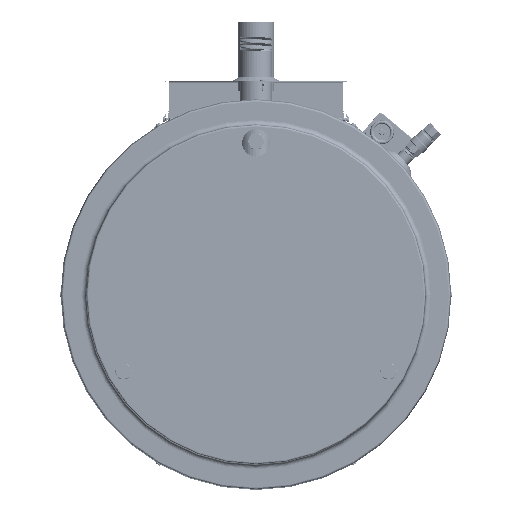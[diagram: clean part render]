
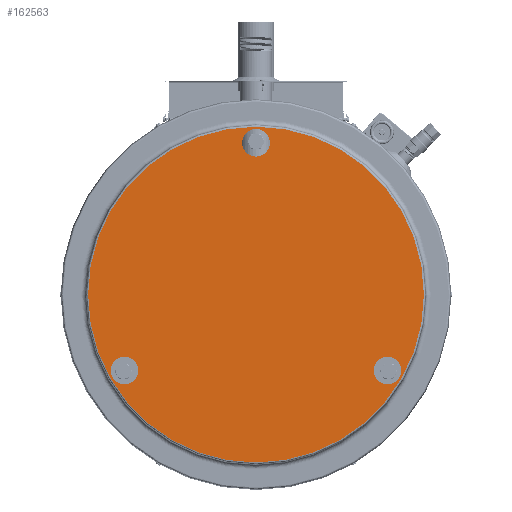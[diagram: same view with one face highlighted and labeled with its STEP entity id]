
A CAD part, front view. The second image highlights one B-rep face of the part: STEP entity #162563.
In plain terms, the highlighted planar face has unit normal (0, -1, 0).
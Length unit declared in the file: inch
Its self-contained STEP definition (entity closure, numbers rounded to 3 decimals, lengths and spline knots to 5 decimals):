
#643 = ORIENTED_EDGE ( 'NONE', *, *, #91373, .T. ) ;
#3399 = DIRECTION ( 'NONE',  ( 0., 1., 0. ) ) ;
#3710 = DIRECTION ( 'NONE',  ( 0., 0., 1. ) ) ;
#4697 = AXIS2_PLACEMENT_3D ( 'NONE', #123493, #83614, #3710 ) ;
#4990 = CIRCLE ( 'NONE', #54910, 12.16318 ) ;
#7205 = EDGE_CURVE ( 'NONE', #125102, #125102, #73181, .T. ) ;
#13781 = FACE_BOUND ( 'NONE', #98592, .T. ) ;
#16426 = CARTESIAN_POINT ( 'NONE',  ( 0., 1.7051, 0. ) ) ;
#31709 = AXIS2_PLACEMENT_3D ( 'NONE', #44258, #3399, #149256 ) ;
#41684 = FACE_OUTER_BOUND ( 'NONE', #143343, .T. ) ;
#44258 = CARTESIAN_POINT ( 'NONE',  ( 0., 1.7051, 11. ) ) ;
#47831 = CARTESIAN_POINT ( 'NONE',  ( 0., 1.7051, 12. ) ) ;
#49506 = CARTESIAN_POINT ( 'NONE',  ( 0., 1.7051, 12.16318 ) ) ;
#54635 = FACE_BOUND ( 'NONE', #161328, .T. ) ;
#54910 = AXIS2_PLACEMENT_3D ( 'NONE', #16426, #57205, #69415 ) ;
#57205 = DIRECTION ( 'NONE',  ( 0., -1., 0. ) ) ;
#66812 = PLANE ( 'NONE',  #139496 ) ;
#69415 = DIRECTION ( 'NONE',  ( 0., 0., 1. ) ) ;
#72778 = DIRECTION ( 'NONE',  ( 0., -1., 0. ) ) ;
#73181 = CIRCLE ( 'NONE', #31709, 1. ) ;
#76976 = ORIENTED_EDGE ( 'NONE', *, *, #157898, .T. ) ;
#78300 = DIRECTION ( 'NONE',  ( 0., 0., 1. ) ) ;
#83614 = DIRECTION ( 'NONE',  ( 0., 1., 0. ) ) ;
#85878 = CARTESIAN_POINT ( 'NONE',  ( 0., 1.7051, 0. ) ) ;
#88101 = ORIENTED_EDGE ( 'NONE', *, *, #7205, .T. ) ;
#90472 = AXIS2_PLACEMENT_3D ( 'NONE', #91365, #154694, #78300 ) ;
#91365 = CARTESIAN_POINT ( 'NONE',  ( 9.52628, 1.7051, -5.5 ) ) ;
#91373 = EDGE_CURVE ( 'NONE', #120591, #120591, #140440, .T. ) ;
#93624 = ORIENTED_EDGE ( 'NONE', *, *, #122303, .T. ) ;
#98592 = EDGE_LOOP ( 'NONE', ( #88101 ) ) ;
#99655 = DIRECTION ( 'NONE',  ( 0., 0., 1. ) ) ;
#107602 = FACE_BOUND ( 'NONE', #166712, .T. ) ;
#108501 = CARTESIAN_POINT ( 'NONE',  ( 9.52628, 1.7051, -4.5 ) ) ;
#120591 = VERTEX_POINT ( 'NONE', #121431 ) ;
#121431 = CARTESIAN_POINT ( 'NONE',  ( -9.52628, 1.7051, -4.5 ) ) ;
#122303 = EDGE_CURVE ( 'NONE', #131052, #131052, #4990, .T. ) ;
#123203 = VERTEX_POINT ( 'NONE', #108501 ) ;
#123493 = CARTESIAN_POINT ( 'NONE',  ( -9.52628, 1.7051, -5.5 ) ) ;
#125102 = VERTEX_POINT ( 'NONE', #47831 ) ;
#131052 = VERTEX_POINT ( 'NONE', #49506 ) ;
#139496 = AXIS2_PLACEMENT_3D ( 'NONE', #85878, #72778, #99655 ) ;
#140440 = CIRCLE ( 'NONE', #4697, 1. ) ;
#143343 = EDGE_LOOP ( 'NONE', ( #93624 ) ) ;
#149256 = DIRECTION ( 'NONE',  ( 0., 0., 1. ) ) ;
#154694 = DIRECTION ( 'NONE',  ( 0., 1., 0. ) ) ;
#157898 = EDGE_CURVE ( 'NONE', #123203, #123203, #170787, .T. ) ;
#161328 = EDGE_LOOP ( 'NONE', ( #76976 ) ) ;
#162563 = ADVANCED_FACE ( 'NONE', ( #54635, #107602, #13781, #41684 ), #66812, .T. ) ;
#166712 = EDGE_LOOP ( 'NONE', ( #643 ) ) ;
#170787 = CIRCLE ( 'NONE', #90472, 1. ) ;
